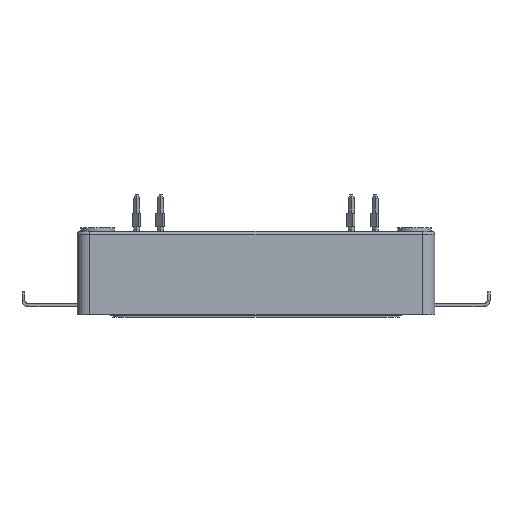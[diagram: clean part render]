
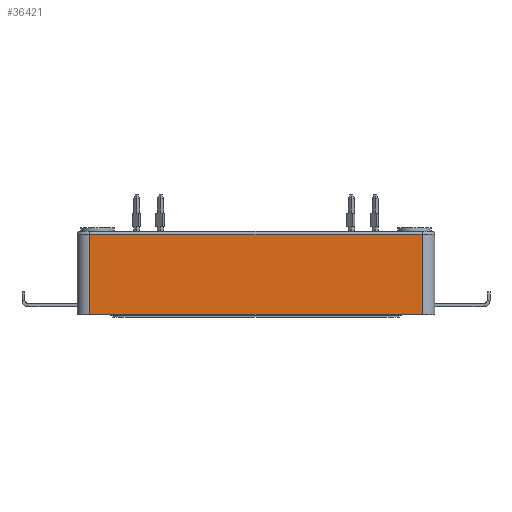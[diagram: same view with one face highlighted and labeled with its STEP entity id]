
A CAD part, left-side view. The second image highlights one B-rep face of the part: STEP entity #36421.
In plain terms, the highlighted planar face has unit normal (-1, 0, 0).
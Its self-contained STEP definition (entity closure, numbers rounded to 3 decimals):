
#6219=FACE_OUTER_BOUND('',#8507,.T.);
#8507=EDGE_LOOP('',(#31760,#31761,#31762,#31763));
#10563=LINE('',#63544,#12689);
#10610=LINE('',#63863,#12736);
#10621=LINE('',#63895,#12747);
#10622=LINE('',#63897,#12748);
#12689=VECTOR('',#52756,10.);
#12736=VECTOR('',#52981,10.);
#12747=VECTOR('',#53018,10.);
#12748=VECTOR('',#53021,10.);
#16337=VERTEX_POINT('',#63525);
#16340=VERTEX_POINT('',#63543);
#16407=VERTEX_POINT('',#63861);
#16415=VERTEX_POINT('',#63893);
#21399=EDGE_CURVE('',#16340,#16337,#10563,.T.);
#21500=EDGE_CURVE('',#16337,#16407,#10610,.T.);
#21517=EDGE_CURVE('',#16415,#16407,#10621,.T.);
#21518=EDGE_CURVE('',#16340,#16415,#10622,.T.);
#31760=ORIENTED_EDGE('',*,*,#21500,.T.);
#31761=ORIENTED_EDGE('',*,*,#21517,.F.);
#31762=ORIENTED_EDGE('',*,*,#21518,.F.);
#31763=ORIENTED_EDGE('',*,*,#21399,.T.);
#32694=PLANE('',#41278);
#36421=ADVANCED_FACE('',(#6219),#32694,.T.);
#41278=AXIS2_PLACEMENT_3D('',#63944,#53079,#53080);
#52756=DIRECTION('',(0.,0.,1.));
#52981=DIRECTION('',(0.,1.,0.));
#53018=DIRECTION('',(0.,0.,1.));
#53021=DIRECTION('',(0.,1.,0.));
#53079=DIRECTION('center_axis',(-1.,0.,0.));
#53080=DIRECTION('ref_axis',(0.,0.,1.));
#63525=CARTESIAN_POINT('',(-28.35,-22.3,10.8));
#63543=CARTESIAN_POINT('',(-28.35,-22.3,0.));
#63544=CARTESIAN_POINT('',(-28.35,-22.3,0.));
#63861=CARTESIAN_POINT('',(-28.35,22.3,10.8));
#63863=CARTESIAN_POINT('',(-28.35,-8.328,10.8));
#63893=CARTESIAN_POINT('',(-28.35,22.3,0.));
#63895=CARTESIAN_POINT('',(-28.35,22.3,0.));
#63897=CARTESIAN_POINT('',(-28.35,0.,0.));
#63944=CARTESIAN_POINT('Origin',(-28.35,0.,0.));
